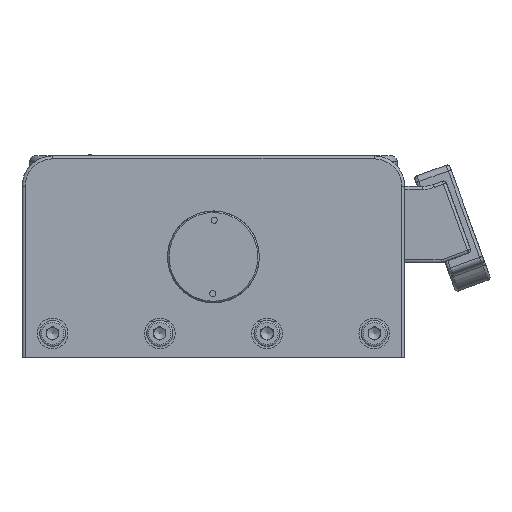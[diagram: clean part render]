
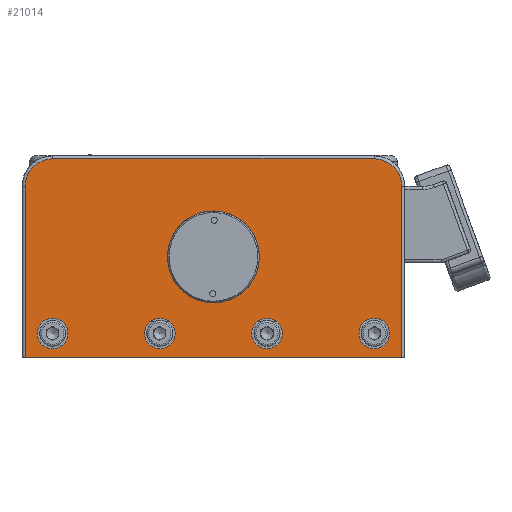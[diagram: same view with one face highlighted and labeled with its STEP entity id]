
A CAD part, left-side view. The second image highlights one B-rep face of the part: STEP entity #21014.
In plain terms, the highlighted planar face has unit normal (-1, 0, 0).
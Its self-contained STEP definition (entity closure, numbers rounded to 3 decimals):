
#394=CIRCLE('',#22219,15.);
#396=CIRCLE('',#22222,5.);
#398=CIRCLE('',#22225,5.);
#400=CIRCLE('',#22228,5.);
#402=CIRCLE('',#22231,5.);
#404=CIRCLE('',#22234,9.);
#414=CIRCLE('',#22249,9.);
#1585=FACE_BOUND('',#3361,.T.);
#1586=FACE_BOUND('',#3362,.T.);
#1587=FACE_BOUND('',#3363,.T.);
#1588=FACE_BOUND('',#3364,.T.);
#1589=FACE_BOUND('',#3365,.T.);
#1898=PLANE('',#22248);
#2452=FACE_OUTER_BOUND('',#3360,.T.);
#3360=EDGE_LOOP('',(#16714,#16715,#16716,#16717,#16718,#16719));
#3361=EDGE_LOOP('',(#16720));
#3362=EDGE_LOOP('',(#16721));
#3363=EDGE_LOOP('',(#16722));
#3364=EDGE_LOOP('',(#16723));
#3365=EDGE_LOOP('',(#16724));
#4700=LINE('',#37095,#6900);
#4701=LINE('',#37098,#6901);
#4702=LINE('',#37100,#6902);
#4703=LINE('',#37103,#6903);
#6900=VECTOR('',#25028,1000.);
#6901=VECTOR('',#25031,1000.);
#6902=VECTOR('',#25032,1000.);
#6903=VECTOR('',#25035,1000.);
#9586=VERTEX_POINT('',#37032);
#9588=VERTEX_POINT('',#37038);
#9590=VERTEX_POINT('',#37044);
#9592=VERTEX_POINT('',#37050);
#9594=VERTEX_POINT('',#37056);
#9596=VERTEX_POINT('',#37061);
#9597=VERTEX_POINT('',#37063);
#9608=VERTEX_POINT('',#37093);
#9609=VERTEX_POINT('',#37097);
#9610=VERTEX_POINT('',#37099);
#9611=VERTEX_POINT('',#37101);
#12631=EDGE_CURVE('',#9586,#9586,#394,.T.);
#12634=EDGE_CURVE('',#9588,#9588,#396,.T.);
#12637=EDGE_CURVE('',#9590,#9590,#398,.T.);
#12640=EDGE_CURVE('',#9592,#9592,#400,.T.);
#12643=EDGE_CURVE('',#9594,#9594,#402,.T.);
#12645=EDGE_CURVE('',#9597,#9596,#404,.T.);
#12661=EDGE_CURVE('',#9608,#9597,#4700,.T.);
#12662=EDGE_CURVE('',#9609,#9608,#4701,.T.);
#12663=EDGE_CURVE('',#9596,#9610,#4702,.T.);
#12664=EDGE_CURVE('',#9610,#9611,#414,.T.);
#12665=EDGE_CURVE('',#9611,#9609,#4703,.T.);
#16714=ORIENTED_EDGE('',*,*,#12662,.T.);
#16715=ORIENTED_EDGE('',*,*,#12661,.T.);
#16716=ORIENTED_EDGE('',*,*,#12645,.T.);
#16717=ORIENTED_EDGE('',*,*,#12663,.T.);
#16718=ORIENTED_EDGE('',*,*,#12664,.T.);
#16719=ORIENTED_EDGE('',*,*,#12665,.T.);
#16720=ORIENTED_EDGE('',*,*,#12631,.F.);
#16721=ORIENTED_EDGE('',*,*,#12634,.F.);
#16722=ORIENTED_EDGE('',*,*,#12637,.F.);
#16723=ORIENTED_EDGE('',*,*,#12640,.F.);
#16724=ORIENTED_EDGE('',*,*,#12643,.F.);
#21014=ADVANCED_FACE('',(#2452,#1585,#1586,#1587,#1588,#1589),#1898,.F.);
#22219=AXIS2_PLACEMENT_3D('',#37034,#24960,#24961);
#22222=AXIS2_PLACEMENT_3D('',#37040,#24967,#24968);
#22225=AXIS2_PLACEMENT_3D('',#37046,#24974,#24975);
#22228=AXIS2_PLACEMENT_3D('',#37052,#24981,#24982);
#22231=AXIS2_PLACEMENT_3D('',#37058,#24988,#24989);
#22234=AXIS2_PLACEMENT_3D('',#37064,#24994,#24995);
#22248=AXIS2_PLACEMENT_3D('',#37096,#25029,#25030);
#22249=AXIS2_PLACEMENT_3D('',#37102,#25033,#25034);
#24960=DIRECTION('center_axis',(-1.,0.,0.));
#24961=DIRECTION('ref_axis',(0.,-1.,0.));
#24967=DIRECTION('center_axis',(-1.,0.,0.));
#24968=DIRECTION('ref_axis',(0.,-1.,0.));
#24974=DIRECTION('center_axis',(-1.,0.,0.));
#24975=DIRECTION('ref_axis',(0.,-1.,0.));
#24981=DIRECTION('center_axis',(-1.,0.,0.));
#24982=DIRECTION('ref_axis',(0.,-1.,0.));
#24988=DIRECTION('center_axis',(-1.,0.,0.));
#24989=DIRECTION('ref_axis',(0.,-1.,0.));
#24994=DIRECTION('center_axis',(-1.,0.,0.));
#24995=DIRECTION('ref_axis',(0.,1.,0.));
#25028=DIRECTION('',(0.,0.,1.));
#25029=DIRECTION('center_axis',(1.,0.,0.));
#25030=DIRECTION('ref_axis',(0.,1.,0.));
#25031=DIRECTION('',(0.,-1.,0.));
#25032=DIRECTION('',(0.,1.,0.));
#25033=DIRECTION('center_axis',(-1.,0.,0.));
#25034=DIRECTION('ref_axis',(0.,1.,0.));
#25035=DIRECTION('',(0.,0.,-1.));
#37032=CARTESIAN_POINT('',(-138.5,15.,33.));
#37034=CARTESIAN_POINT('Origin',(-138.5,0.,33.));
#37038=CARTESIAN_POINT('',(-138.5,57.5,8.));
#37040=CARTESIAN_POINT('Origin',(-138.5,52.5,8.));
#37044=CARTESIAN_POINT('',(-138.5,22.5,8.));
#37046=CARTESIAN_POINT('Origin',(-138.5,17.5,8.));
#37050=CARTESIAN_POINT('',(-138.5,-12.5,8.));
#37052=CARTESIAN_POINT('Origin',(-138.5,-17.5,8.));
#37056=CARTESIAN_POINT('',(-138.5,-47.5,8.));
#37058=CARTESIAN_POINT('Origin',(-138.5,-52.5,8.));
#37061=CARTESIAN_POINT('',(-138.5,-52.5,65.));
#37063=CARTESIAN_POINT('',(-138.5,-61.5,56.));
#37064=CARTESIAN_POINT('Origin',(-138.5,-52.5,56.));
#37093=CARTESIAN_POINT('',(-138.5,-61.5,0.));
#37095=CARTESIAN_POINT('',(-138.5,-61.5,0.));
#37096=CARTESIAN_POINT('Origin',(-138.5,0.,0.));
#37097=CARTESIAN_POINT('',(-138.5,61.5,0.));
#37098=CARTESIAN_POINT('',(-138.5,-62.5,0.));
#37099=CARTESIAN_POINT('',(-138.5,52.5,65.));
#37100=CARTESIAN_POINT('',(-138.5,0.,65.));
#37101=CARTESIAN_POINT('',(-138.5,61.5,56.));
#37102=CARTESIAN_POINT('Origin',(-138.5,52.5,56.));
#37103=CARTESIAN_POINT('',(-138.5,61.5,0.));
